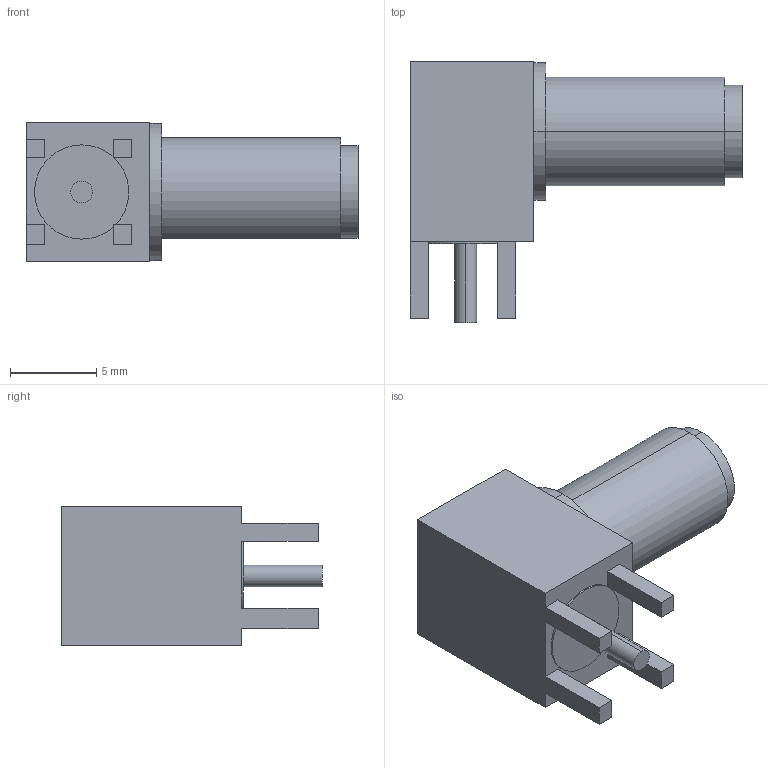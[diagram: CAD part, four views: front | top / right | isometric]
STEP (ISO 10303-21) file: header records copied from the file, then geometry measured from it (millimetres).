
FILE_DESCRIPTION (( 'STEP AP214' ), '1' );
FILE_NAME ('SMDEFAU06221854455433.step', '2006-06-22T22:54:48', ( 'sysAdmin' ), ( 'SolidWorks' ), 'SwSTEP 2.0', 'SolidWorks 2006116', '' );
FILE_SCHEMA (( 'AUTOMOTIVE_DESIGN' ));
Length unit declared in the file: millimetre
Products named in the file (1): SMDEFAU06221854455433
Bounding box: 19.25 x 15.13 x 8.11 mm (x, y, z)
Volume: 943.8 mm3; surface area: 863.8 mm2
Topology: 1 solids, 1 shells, 47 faces, 111 edges, 74 vertices
Faces by surface type: plane 32, cylinder 15
Entity records: 1400 total; most frequent: DIRECTION 237, CARTESIAN_POINT 233, ORIENTED_EDGE 222, EDGE_CURVE 111, LINE 81, VECTOR 81, AXIS2_PLACEMENT_3D 78, VERTEX_POINT 74
